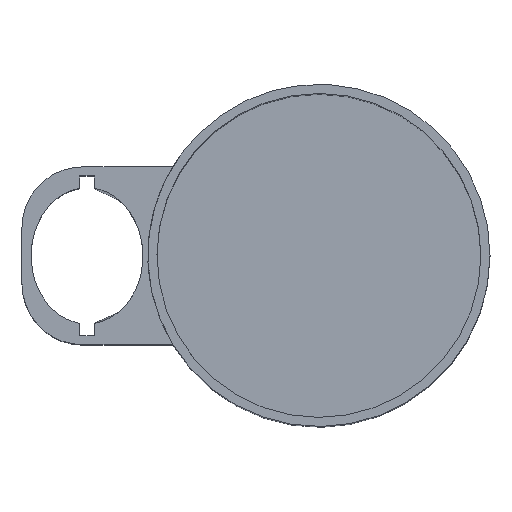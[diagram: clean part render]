
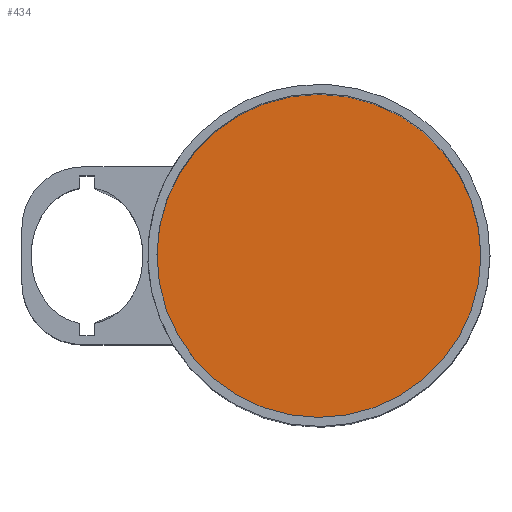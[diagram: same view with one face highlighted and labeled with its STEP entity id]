
A CAD part, top view. The second image highlights one B-rep face of the part: STEP entity #434.
In plain terms, the highlighted planar face has unit normal (0, 0, 1).
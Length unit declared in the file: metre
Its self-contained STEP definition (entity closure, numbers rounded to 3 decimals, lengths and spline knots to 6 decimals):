
#24=CIRCLE('',#479,0.02665);
#38=LINE('',#670,#78);
#39=LINE('',#674,#79);
#78=VECTOR('',#539,1.);
#79=VECTOR('',#542,1.);
#123=ORIENTED_EDGE('',*,*,#243,.T.);
#124=ORIENTED_EDGE('',*,*,#244,.F.);
#125=ORIENTED_EDGE('',*,*,#245,.T.);
#126=ORIENTED_EDGE('',*,*,#246,.T.);
#243=EDGE_CURVE('',#303,#304,#24,.T.);
#244=EDGE_CURVE('',#305,#304,#38,.T.);
#245=EDGE_CURVE('',#305,#306,#337,.F.);
#246=EDGE_CURVE('',#306,#303,#39,.T.);
#303=VERTEX_POINT('',#668);
#304=VERTEX_POINT('',#669);
#305=VERTEX_POINT('',#671);
#306=VERTEX_POINT('',#673);
#337=ELLIPSE('',#480,0.0112,0.0092);
#345=EDGE_LOOP('',(#123,#124,#125,#126));
#381=FACE_BOUND('',#345,.T.);
#415=PLANE('',#478);
#434=ADVANCED_FACE('',(#381),#415,.T.);
#478=AXIS2_PLACEMENT_3D('',#666,#535,#536);
#479=AXIS2_PLACEMENT_3D('',#667,#537,#538);
#480=AXIS2_PLACEMENT_3D('',#672,#540,#541);
#535=DIRECTION('',(0.,0.,1.));
#536=DIRECTION('',(1.,0.,0.));
#537=DIRECTION('',(0.,0.,1.));
#538=DIRECTION('',(1.,0.,0.));
#539=DIRECTION('',(1.,0.,0.));
#540=DIRECTION('',(0.,0.,1.));
#541=DIRECTION('',(0.,1.,0.));
#542=DIRECTION('',(1.,0.,0.));
#666=CARTESIAN_POINT('',(0.,0.,0.033));
#667=CARTESIAN_POINT('',(0.,0.,0.033));
#668=CARTESIAN_POINT('',(-0.024996,-0.009243,0.033));
#669=CARTESIAN_POINT('',(-0.024996,0.009243,0.033));
#670=CARTESIAN_POINT('',(-0.028975,0.009243,0.033));
#671=CARTESIAN_POINT('',(-0.032955,0.009243,0.033));
#672=CARTESIAN_POINT('',(-0.03815,0.,0.033));
#673=CARTESIAN_POINT('',(-0.032955,-0.009243,0.033));
#674=CARTESIAN_POINT('',(-0.028975,-0.009243,0.033));
